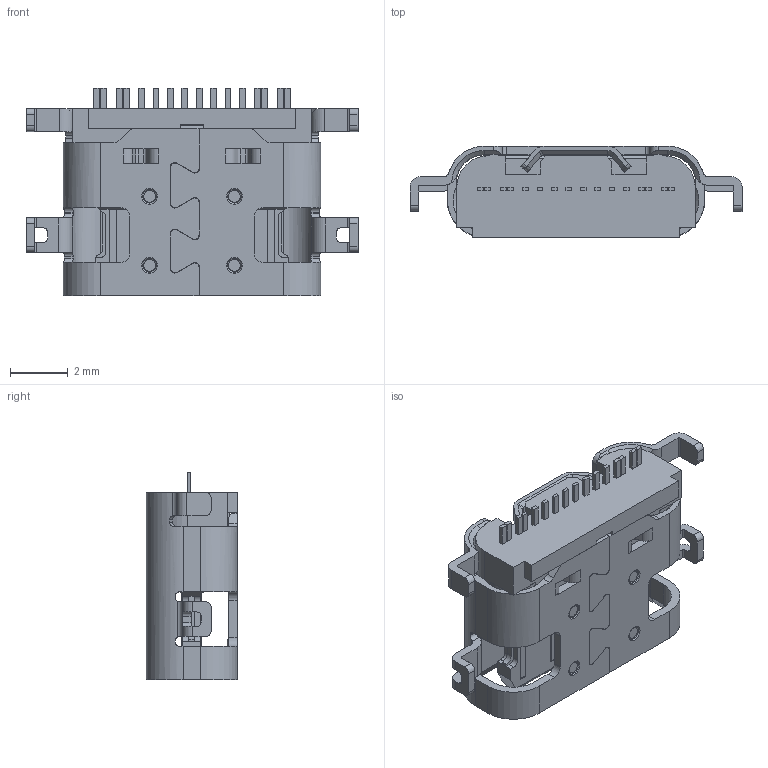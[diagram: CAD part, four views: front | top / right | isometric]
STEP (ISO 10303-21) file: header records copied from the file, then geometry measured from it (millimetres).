
FILE_DESCRIPTION((''),'2;1');
FILE_NAME('163D0001','2019-12-27T14:51:00',('Administrator'),(''),'CREO PARAMETRIC BY PTC INC, 2016510','CREO PARAMETRIC BY PTC INC, 2016510','');
FILE_SCHEMA(('CONFIG_CONTROL_DESIGN'));
Length unit declared in the file: millimetre
Products named in the file (1): 163D0001
Bounding box: 11.54 x 3.18 x 7.2 mm (x, y, z)
Volume: 94.3 mm3; surface area: 431.9 mm2
Topology: 1 solids, 1 shells, 739 faces, 2099 edges, 1347 vertices
Faces by surface type: plane 527, cylinder 171, cone 21, bspline 12, torus 8
Entity records: 24348 total; most frequent: CARTESIAN_POINT 4952, ORIENTED_EDGE 4198, DIRECTION 3845, EDGE_CURVE 2099, VECTOR 1627, LINE 1627, VERTEX_POINT 1347, AXIS2_PLACEMENT_3D 1109
